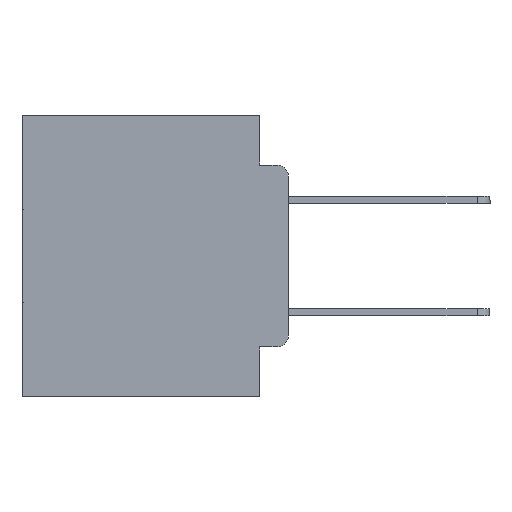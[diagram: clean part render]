
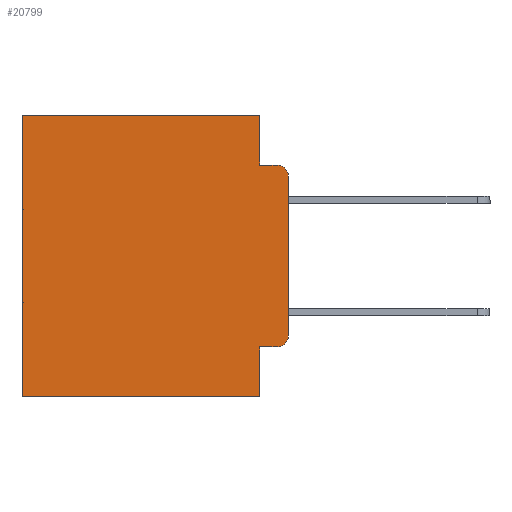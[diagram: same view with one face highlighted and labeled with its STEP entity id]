
A CAD part, left-side view. The second image highlights one B-rep face of the part: STEP entity #20799.
In plain terms, the highlighted planar face has unit normal (-1, 0, 0).
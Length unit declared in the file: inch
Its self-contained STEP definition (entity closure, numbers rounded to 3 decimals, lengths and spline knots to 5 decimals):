
#1154 = EDGE_CURVE ( 'NONE', #29727, #13033, #26864, .T. ) ;
#1364 = CARTESIAN_POINT ( 'NONE',  ( 0.298, 0.473, 0. ) ) ;
#1417 = CARTESIAN_POINT ( 'NONE',  ( 0.298, 0.051, 0. ) ) ;
#1588 = VECTOR ( 'NONE', #21332, 39.37008 ) ;
#1645 = DIRECTION ( 'NONE',  ( 0., -1., 0. ) ) ;
#1738 = ORIENTED_EDGE ( 'NONE', *, *, #24867, .T. ) ;
#2614 = EDGE_CURVE ( 'NONE', #26503, #24870, #14668, .T. ) ;
#2747 = CARTESIAN_POINT ( 'NONE',  ( 0.298, 0.051, -0.4115 ) ) ;
#2764 = EDGE_CURVE ( 'NONE', #29727, #26503, #16450, .T. ) ;
#3688 = CARTESIAN_POINT ( 'NONE',  ( 0.298, 0.02, -0.4115 ) ) ;
#3701 = DIRECTION ( 'NONE',  ( -1., 0., 0. ) ) ;
#4229 = EDGE_CURVE ( 'NONE', #10924, #13939, #16363, .T. ) ;
#4570 = VERTEX_POINT ( 'NONE', #21860 ) ;
#5143 = DIRECTION ( 'NONE',  ( 1., 0., 0. ) ) ;
#5207 = DIRECTION ( 'NONE',  ( 0., 1., 0. ) ) ;
#5593 = VECTOR ( 'NONE', #13977, 39.37008 ) ;
#5647 = LINE ( 'NONE', #12169, #11784 ) ;
#6224 = VERTEX_POINT ( 'NONE', #1364 ) ;
#7363 = VECTOR ( 'NONE', #10443, 39.37008 ) ;
#7526 = CARTESIAN_POINT ( 'NONE',  ( 0.298, 0.02, -0.0885 ) ) ;
#8008 = CARTESIAN_POINT ( 'NONE',  ( 0.298, 0.051, 0. ) ) ;
#8133 = CARTESIAN_POINT ( 'NONE',  ( 0.298, 0.051, -0.5 ) ) ;
#8459 = AXIS2_PLACEMENT_3D ( 'NONE', #14174, #5143, #21167 ) ;
#8686 = DIRECTION ( 'NONE',  ( -1., 0., 0. ) ) ;
#8694 = CARTESIAN_POINT ( 'NONE',  ( 0.298, 0.02, -0.1085 ) ) ;
#8977 = CARTESIAN_POINT ( 'NONE',  ( 0.298, 0.051, -0.0885 ) ) ;
#9300 = ORIENTED_EDGE ( 'NONE', *, *, #1154, .T. ) ;
#9457 = VECTOR ( 'NONE', #1645, 39.37008 ) ;
#9461 = CARTESIAN_POINT ( 'NONE',  ( 0.298, 0., -0.1085 ) ) ;
#9550 = ORIENTED_EDGE ( 'NONE', *, *, #16558, .F. ) ;
#9835 = DIRECTION ( 'NONE',  ( 0., 0., -1. ) ) ;
#10443 = DIRECTION ( 'NONE',  ( 0., 0., -1. ) ) ;
#10607 = CARTESIAN_POINT ( 'NONE',  ( 0.298, 0.051, 0. ) ) ;
#10924 = VERTEX_POINT ( 'NONE', #9461 ) ;
#11267 = DIRECTION ( 'NONE',  ( 0., -1., 0. ) ) ;
#11277 = CARTESIAN_POINT ( 'NONE',  ( 0.298, 0., -0.5 ) ) ;
#11741 = LINE ( 'NONE', #27606, #5593 ) ;
#11784 = VECTOR ( 'NONE', #5207, 39.37008 ) ;
#12169 = CARTESIAN_POINT ( 'NONE',  ( 0.298, 0., 0. ) ) ;
#12272 = LINE ( 'NONE', #8977, #29599 ) ;
#13033 = VERTEX_POINT ( 'NONE', #3688 ) ;
#13254 = AXIS2_PLACEMENT_3D ( 'NONE', #8694, #8686, #27037 ) ;
#13262 = AXIS2_PLACEMENT_3D ( 'NONE', #17490, #3701, #19771 ) ;
#13939 = VERTEX_POINT ( 'NONE', #7526 ) ;
#13977 = DIRECTION ( 'NONE',  ( 0., 0., -1. ) ) ;
#14174 = CARTESIAN_POINT ( 'NONE',  ( 0.298, 0., 0. ) ) ;
#14273 = PLANE ( 'NONE',  #8459 ) ;
#14646 = LINE ( 'NONE', #25283, #26031 ) ;
#14668 = LINE ( 'NONE', #11277, #1588 ) ;
#15134 = EDGE_CURVE ( 'NONE', #6224, #24870, #14646, .T. ) ;
#15157 = CARTESIAN_POINT ( 'NONE',  ( 0.298, 0.473, -0.5 ) ) ;
#15724 = VECTOR ( 'NONE', #9835, 39.37008 ) ;
#16363 = CIRCLE ( 'NONE', #13254, 0.02 ) ;
#16450 = LINE ( 'NONE', #10607, #15724 ) ;
#16558 = EDGE_CURVE ( 'NONE', #10924, #21492, #11741, .T. ) ;
#16749 = CARTESIAN_POINT ( 'NONE',  ( 0.298, 0., -0.3915 ) ) ;
#16997 = ORIENTED_EDGE ( 'NONE', *, *, #15134, .T. ) ;
#17490 = CARTESIAN_POINT ( 'NONE',  ( 0.298, 0.02, -0.3915 ) ) ;
#17519 = ORIENTED_EDGE ( 'NONE', *, *, #28483, .F. ) ;
#18564 = DIRECTION ( 'NONE',  ( 0., 0., -1. ) ) ;
#19771 = DIRECTION ( 'NONE',  ( 0., 0., -1. ) ) ;
#20636 = CARTESIAN_POINT ( 'NONE',  ( 0.298, 0.051, -0.4115 ) ) ;
#20799 = ADVANCED_FACE ( 'NONE', ( #23233 ), #14273, .F. ) ;
#20855 = CIRCLE ( 'NONE', #13262, 0.02 ) ;
#21167 = DIRECTION ( 'NONE',  ( 0., 0., -1. ) ) ;
#21332 = DIRECTION ( 'NONE',  ( 0., 1., 0. ) ) ;
#21492 = VERTEX_POINT ( 'NONE', #16749 ) ;
#21860 = CARTESIAN_POINT ( 'NONE',  ( 0.298, 0.051, -0.0885 ) ) ;
#22154 = EDGE_CURVE ( 'NONE', #23294, #6224, #5647, .T. ) ;
#23033 = ORIENTED_EDGE ( 'NONE', *, *, #2764, .F. ) ;
#23233 = FACE_OUTER_BOUND ( 'NONE', #26376, .T. ) ;
#23286 = ORIENTED_EDGE ( 'NONE', *, *, #2614, .F. ) ;
#23294 = VERTEX_POINT ( 'NONE', #1417 ) ;
#23396 = ORIENTED_EDGE ( 'NONE', *, *, #22154, .T. ) ;
#23583 = EDGE_CURVE ( 'NONE', #23294, #4570, #25525, .T. ) ;
#24867 = EDGE_CURVE ( 'NONE', #13033, #21492, #20855, .T. ) ;
#24870 = VERTEX_POINT ( 'NONE', #15157 ) ;
#25283 = CARTESIAN_POINT ( 'NONE',  ( 0.298, 0.473, 0. ) ) ;
#25525 = LINE ( 'NONE', #8008, #7363 ) ;
#26031 = VECTOR ( 'NONE', #18564, 39.37008 ) ;
#26376 = EDGE_LOOP ( 'NONE', ( #9550, #27534, #17519, #28310, #23396, #16997, #23286, #23033, #9300, #1738 ) ) ;
#26503 = VERTEX_POINT ( 'NONE', #8133 ) ;
#26864 = LINE ( 'NONE', #2747, #9457 ) ;
#27037 = DIRECTION ( 'NONE',  ( 0., 0., -1. ) ) ;
#27534 = ORIENTED_EDGE ( 'NONE', *, *, #4229, .T. ) ;
#27606 = CARTESIAN_POINT ( 'NONE',  ( 0.298, 0., 0. ) ) ;
#28310 = ORIENTED_EDGE ( 'NONE', *, *, #23583, .F. ) ;
#28483 = EDGE_CURVE ( 'NONE', #4570, #13939, #12272, .T. ) ;
#29599 = VECTOR ( 'NONE', #11267, 39.37008 ) ;
#29727 = VERTEX_POINT ( 'NONE', #20636 ) ;
